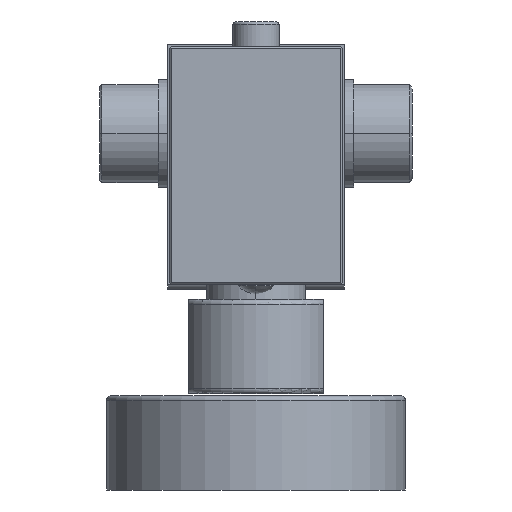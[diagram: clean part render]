
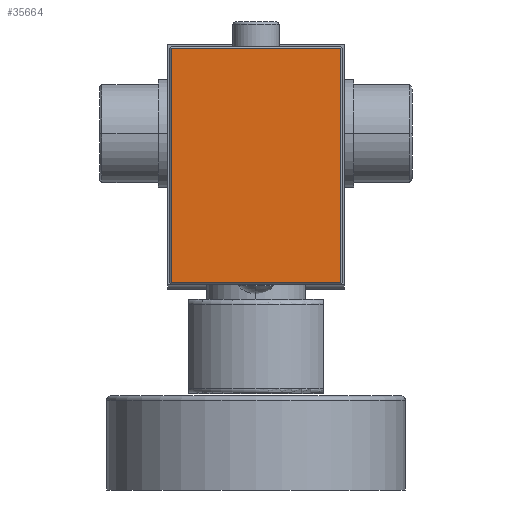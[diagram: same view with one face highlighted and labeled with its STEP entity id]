
A CAD part, left-side view. The second image highlights one B-rep face of the part: STEP entity #35664.
In plain terms, the highlighted planar face has unit normal (-1, 0, 0).
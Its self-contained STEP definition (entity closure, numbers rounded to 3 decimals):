
#32802=DIRECTION('',(0.,0.,-1.));
#32803=VECTOR('',#32802,49.9);
#32804=CARTESIAN_POINT('',(-139.4,18.05,25.2));
#32805=LINE('',#32804,#32803);
#32806=DIRECTION('',(0.,1.,0.));
#32807=VECTOR('',#32806,36.1);
#32808=CARTESIAN_POINT('',(-139.4,-18.05,25.2));
#32809=LINE('',#32808,#32807);
#32810=DIRECTION('',(0.,0.,1.));
#32811=VECTOR('',#32810,49.9);
#32812=CARTESIAN_POINT('',(-139.4,-18.05,-24.7));
#32813=LINE('',#32812,#32811);
#32814=DIRECTION('',(0.,-1.,0.));
#32815=VECTOR('',#32814,36.1);
#32816=CARTESIAN_POINT('',(-139.4,18.05,-24.7));
#32817=LINE('',#32816,#32815);
#34318=CARTESIAN_POINT('',(-139.4,18.05,25.2));
#34319=CARTESIAN_POINT('',(-139.4,18.05,-24.7));
#34320=VERTEX_POINT('',#34318);
#34321=VERTEX_POINT('',#34319);
#34322=CARTESIAN_POINT('',(-139.4,-18.05,-24.7));
#34323=VERTEX_POINT('',#34322);
#34324=CARTESIAN_POINT('',(-139.4,-18.05,25.2));
#34325=VERTEX_POINT('',#34324);
#35653=CARTESIAN_POINT('',(-139.4,0.,0.25));
#35654=DIRECTION('',(-1.,0.,0.));
#35655=DIRECTION('',(0.,1.,0.));
#35656=AXIS2_PLACEMENT_3D('',#35653,#35654,#35655);
#35657=PLANE('',#35656);
#35658=ORIENTED_EDGE('',*,*,#35638,.F.);
#35659=ORIENTED_EDGE('',*,*,#35569,.F.);
#35660=ORIENTED_EDGE('',*,*,#35595,.F.);
#35661=ORIENTED_EDGE('',*,*,#35618,.F.);
#35662=EDGE_LOOP('',(#35658,#35659,#35660,#35661));
#35663=FACE_OUTER_BOUND('',#35662,.F.);
#35664=ADVANCED_FACE('',(#35663),#35657,.T.);
#35569=EDGE_CURVE('',#34325,#34320,#32809,.T.);
#35595=EDGE_CURVE('',#34323,#34325,#32813,.T.);
#35618=EDGE_CURVE('',#34321,#34323,#32817,.T.);
#35638=EDGE_CURVE('',#34320,#34321,#32805,.T.);
